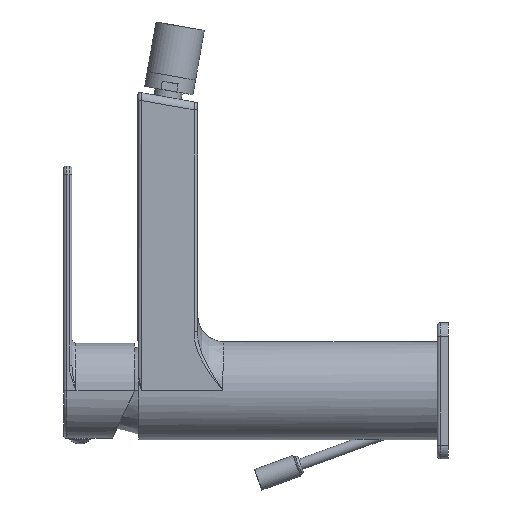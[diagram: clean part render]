
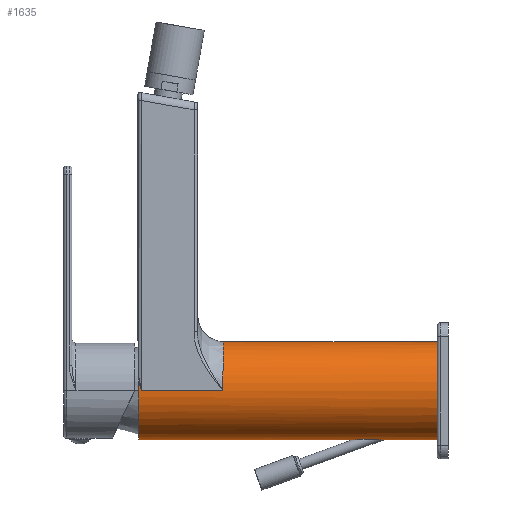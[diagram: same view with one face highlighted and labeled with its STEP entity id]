
A CAD part, left-side view. The second image highlights one B-rep face of the part: STEP entity #1635.
In plain terms, the highlighted cylindrical face has radius 18 mm (diameter 36 mm), a partial arc.
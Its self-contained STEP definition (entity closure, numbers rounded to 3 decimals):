
#203=CARTESIAN_POINT('',(-17.649,111.2,3.538));
#228=CARTESIAN_POINT('',(0.,34.31,-18.));
#229=CARTESIAN_POINT('',(-0.113,34.31,
-18.));
#230=CARTESIAN_POINT('',(-0.332,34.26,
-17.998));
#231=CARTESIAN_POINT('',(-0.652,34.046,
-17.989));
#232=CARTESIAN_POINT('',(-0.936,33.73,
-17.976));
#233=CARTESIAN_POINT('',(-1.187,33.341,-17.961));
#234=CARTESIAN_POINT('',(-1.402,32.916,-17.946));
#235=CARTESIAN_POINT('',(-1.589,32.464,-17.93));
#236=CARTESIAN_POINT('',(-1.752,31.992,-17.915));
#237=CARTESIAN_POINT('',(-1.901,31.487,-17.9));
#238=CARTESIAN_POINT('',(-2.038,30.934,-17.884));
#239=CARTESIAN_POINT('',(-2.166,30.314,-17.869));
#240=CARTESIAN_POINT('',(-2.282,29.616,-17.855));
#241=CARTESIAN_POINT('',(-2.38,28.848,-17.842));
#242=CARTESIAN_POINT('',(-2.453,28.025,-17.832));
#243=CARTESIAN_POINT('',(-2.497,27.157,-17.826));
#244=CARTESIAN_POINT('',(-2.505,26.257,-17.825));
#245=CARTESIAN_POINT('',(-2.474,25.338,-17.829));
#246=CARTESIAN_POINT('',(-2.399,24.426,-17.84));
#247=CARTESIAN_POINT('',(-2.28,23.551,-17.855));
#248=CARTESIAN_POINT('',(-2.12,22.744,-17.875));
#249=CARTESIAN_POINT('',(-1.924,22.019,-17.897));
#250=CARTESIAN_POINT('',(-1.695,21.379,-17.921));
#251=CARTESIAN_POINT('',(-1.435,20.832,-17.943));
#252=CARTESIAN_POINT('',(-1.143,20.375,-17.965));
#253=CARTESIAN_POINT('',(-0.808,20.005,
-17.983));
#254=CARTESIAN_POINT('',(-0.414,19.749,
-17.997));
#255=CARTESIAN_POINT('',(-0.141,19.69,
-18.));
#256=CARTESIAN_POINT('',(0.,19.69,-18.));
#258=DIRECTION('',(0.,1.,0.));
#259=VECTOR('',#258,76.89);
#260=CARTESIAN_POINT('',(0.,34.31,-18.));
#261=LINE('',#260,#259);
#262=CARTESIAN_POINT('',(0.,111.2,0.));
#263=DIRECTION('',(0.,-1.,0.));
#264=DIRECTION('',(-0.98,0.,0.197));
#265=AXIS2_PLACEMENT_3D('',#262,#263,#264);
#267=CARTESIAN_POINT('',(-17.649,111.2,3.538));
#268=CARTESIAN_POINT('',(-17.715,111.112,3.206));
#269=CARTESIAN_POINT('',(-17.833,110.925,2.524));
#270=CARTESIAN_POINT('',(-17.952,110.604,1.453));
#271=CARTESIAN_POINT('',(-17.99,110.375,0.707));
#272=CARTESIAN_POINT('',(-17.997,110.255,0.326));
#274=CARTESIAN_POINT('',(-17.997,110.255,0.326));
#275=CARTESIAN_POINT('',(-17.997,110.25,0.31));
#276=CARTESIAN_POINT('',(-17.998,110.245,0.293));
#277=CARTESIAN_POINT('',(-17.998,110.239,0.277));
#279=CARTESIAN_POINT('',(-17.998,110.239,0.277));
#280=CARTESIAN_POINT('',(-17.998,110.237,0.27));
#281=CARTESIAN_POINT('',(-17.999,110.209,0.178));
#282=CARTESIAN_POINT('',(-18.,110.18,0.085));
#283=CARTESIAN_POINT('',(-18.,110.153,
0.));
#285=DIRECTION('',(0.,-1.,0.));
#286=VECTOR('',#285,29.914);
#287=CARTESIAN_POINT('',(-18.,110.153,
0.));
#288=LINE('',#287,#286);
#289=CARTESIAN_POINT('',(-18.,80.24,0.));
#290=CARTESIAN_POINT('',(-18.,80.24,1.171));
#291=CARTESIAN_POINT('',(-17.769,80.237,3.527));
#292=CARTESIAN_POINT('',(-16.741,80.223,6.923));
#293=CARTESIAN_POINT('',(-15.066,80.201,10.06));
#294=CARTESIAN_POINT('',(-12.811,80.17,12.809));
#295=CARTESIAN_POINT('',(-10.061,80.134,15.065));
#296=CARTESIAN_POINT('',(-6.927,80.092,16.74));
#297=CARTESIAN_POINT('',(-4.081,80.054,17.6));
#298=CARTESIAN_POINT('',(-2.052,80.027,17.9));
#299=CARTESIAN_POINT('',(-0.865,80.011,17.986));
#300=CARTESIAN_POINT('',(-0.289,80.003,18.));
#301=CARTESIAN_POINT('',(0.,80.,18.));
#303=DIRECTION('',(0.,-1.,0.));
#304=VECTOR('',#303,78.5);
#305=CARTESIAN_POINT('',(0.,80.,18.));
#306=LINE('',#305,#304);
#307=CARTESIAN_POINT('',(0.,1.5,0.));
#308=DIRECTION('',(0.,-1.,0.));
#309=DIRECTION('',(0.,0.,1.));
#310=AXIS2_PLACEMENT_3D('',#307,#308,#309);
#312=DIRECTION('',(0.,1.,0.));
#313=VECTOR('',#312,18.19);
#314=CARTESIAN_POINT('',(0.,1.5,-18.));
#315=LINE('',#314,#313);
#392=CARTESIAN_POINT('',(0.,19.69,-18.));
#418=CARTESIAN_POINT('',(0.,34.31,-18.));
#437=CARTESIAN_POINT('',(0.,80.,18.));
#797=VERTEX_POINT('',#274);
#798=VERTEX_POINT('',#277);
#799=VERTEX_POINT('',#283);
#804=CARTESIAN_POINT('',(-18.,80.24,0.));
#805=VERTEX_POINT('',#804);
#825=VERTEX_POINT('',#437);
#832=CARTESIAN_POINT('',(0.,1.5,18.));
#833=CARTESIAN_POINT('',(0.,1.5,-18.));
#834=VERTEX_POINT('',#832);
#835=VERTEX_POINT('',#833);
#837=VERTEX_POINT('',#203);
#848=CARTESIAN_POINT('',(0.,111.2,-18.));
#849=VERTEX_POINT('',#848);
#862=VERTEX_POINT('',#392);
#863=VERTEX_POINT('',#418);
#1612=CARTESIAN_POINT('',(0.,0.659,0.));
#1613=DIRECTION('',(0.,-1.,0.));
#1614=DIRECTION('',(0.,0.,1.));
#1615=AXIS2_PLACEMENT_3D('',#1612,#1613,#1614);
#1616=CYLINDRICAL_SURFACE('',#1615,18.);
#1618=ORIENTED_EDGE('',*,*,#1617,.F.);
#1620=ORIENTED_EDGE('',*,*,#1619,.T.);
#1621=ORIENTED_EDGE('',*,*,#1423,.F.);
#1622=ORIENTED_EDGE('',*,*,#1528,.T.);
#1623=ORIENTED_EDGE('',*,*,#1526,.T.);
#1624=ORIENTED_EDGE('',*,*,#1524,.T.);
#1625=ORIENTED_EDGE('',*,*,#1364,.T.);
#1626=ORIENTED_EDGE('',*,*,#1202,.T.);
#1628=ORIENTED_EDGE('',*,*,#1627,.T.);
#1630=ORIENTED_EDGE('',*,*,#1629,.T.);
#1632=ORIENTED_EDGE('',*,*,#1631,.T.);
#1633=EDGE_LOOP('',(#1618,#1620,#1621,#1622,#1623,#1624,#1625,#1626,#1628,#1630,
#1632));
#1634=FACE_OUTER_BOUND('',#1633,.F.);
#1635=ADVANCED_FACE('',(#1634),#1616,.T.);
#257=B_SPLINE_CURVE_WITH_KNOTS('',3,(#228,#229,#230,#231,#232,#233,#234,#235,
#236,#237,#238,#239,#240,#241,#242,#243,#244,#245,#246,#247,#248,#249,#250,#251,
#252,#253,#254,#255,#256),.UNSPECIFIED.,.F.,.F.,(4,1,1,1,1,1,1,1,1,1,1,1,1,1,1,
1,1,1,1,1,1,1,1,1,1,1,4),(0.,0.038,0.077,
0.115,0.154,0.192,0.231,
0.269,0.308,0.346,0.385,
0.423,0.462,0.5,0.538,0.577,
0.615,0.654,0.692,0.731,
0.769,0.808,0.846,0.885,
0.923,0.962,1.),.UNSPECIFIED.);
#266=CIRCLE('',#265,18.);
#273=B_SPLINE_CURVE_WITH_KNOTS('',3,(#267,#268,#269,#270,#271,#272),
.UNSPECIFIED.,.F.,.F.,(4,1,1,4),(0.,0.333,0.667,1.),
.UNSPECIFIED.);
#278=B_SPLINE_CURVE_WITH_KNOTS('',3,(#274,#275,#276,#277),.UNSPECIFIED.,.F.,.F.,
(4,4),(0.,1.),.UNSPECIFIED.);
#284=B_SPLINE_CURVE_WITH_KNOTS('',3,(#279,#280,#281,#282,#283),.UNSPECIFIED.,
.F.,.F.,(4,1,4),(0.,0.073,1.),.UNSPECIFIED.);
#302=B_SPLINE_CURVE_WITH_KNOTS('',3,(#289,#290,#291,#292,#293,#294,#295,#296,
#297,#298,#299,#300,#301),.UNSPECIFIED.,.F.,.F.,(4,1,1,1,1,1,1,1,1,1,4),(0.,
0.124,0.25,0.375,0.5,
0.625,0.75,0.875,0.938,
0.969,1.),.UNSPECIFIED.);
#311=CIRCLE('',#310,18.);
#1202=EDGE_CURVE('',#805,#825,#302,.T.);
#1364=EDGE_CURVE('',#799,#805,#288,.T.);
#1423=EDGE_CURVE('',#837,#849,#266,.T.);
#1524=EDGE_CURVE('',#798,#799,#284,.T.);
#1526=EDGE_CURVE('',#797,#798,#278,.T.);
#1528=EDGE_CURVE('',#837,#797,#273,.T.);
#1617=EDGE_CURVE('',#863,#862,#257,.T.);
#1619=EDGE_CURVE('',#863,#849,#261,.T.);
#1627=EDGE_CURVE('',#825,#834,#306,.T.);
#1629=EDGE_CURVE('',#834,#835,#311,.T.);
#1631=EDGE_CURVE('',#835,#862,#315,.T.);
